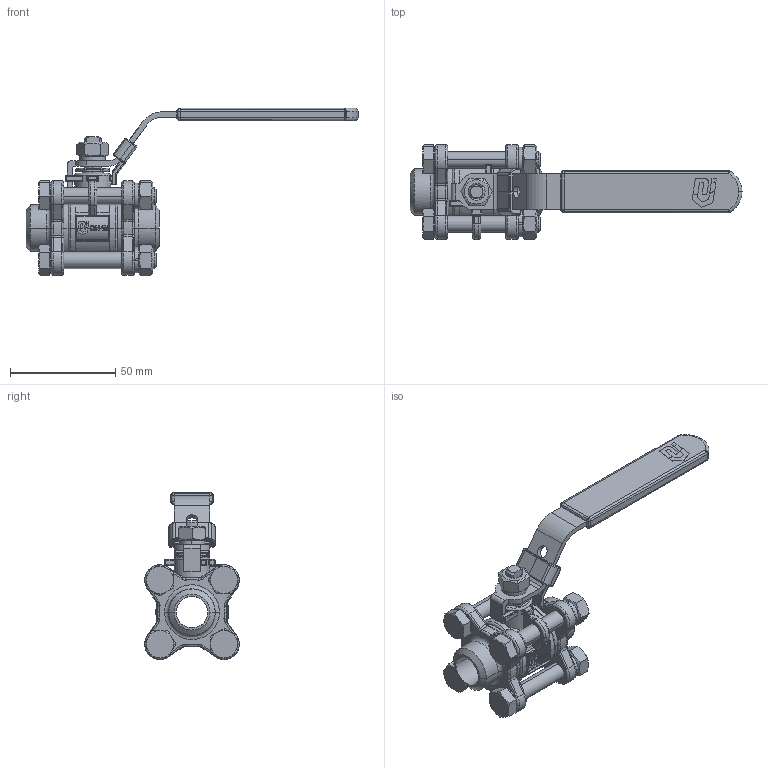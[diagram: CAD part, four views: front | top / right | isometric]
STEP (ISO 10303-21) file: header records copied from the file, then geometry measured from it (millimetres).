
FILE_DESCRIPTION(('HOOPS Exchange Step'),'2;1');
FILE_NAME('GK1701_DN15.stp','2026-01-07T11:07:33+01:00',('nieru'),('Unknown organisation'),'HOOPS Exchange 2024.2','HOOPS Exchange','Unknown authorisation');
FILE_SCHEMA( ('AP203_CONFIGURATION_CONTROLLED_3D_DESIGN_OF_MECHANICAL_PARTS_AND_ASSEMBLIES_MIM_LF') );
Length unit declared in the file: millimetre
Products named in the file (2): 0; root
Assembly tree (1 placements, depth 2):
  root
    0
Bounding box: 157.65 x 45.42 x 79.73 mm (x, y, z)
Volume: 71482.2 mm3; surface area: 45678.6 mm2
Topology: 22 solids, 22 shells, 1322 faces, 3296 edges, 2038 vertices
Faces by surface type: cylinder 426, plane 391, bspline 212, torus 155, cone 86, sphere 52
Entity records: 93844 total; most frequent: CARTESIAN_POINT 66141, ORIENTED_EDGE 6584, DIRECTION 4294, EDGE_CURVE 3292, VERTEX_POINT 2038, AXIS2_PLACEMENT_3D 1471, B_SPLINE_CURVE_WITH_KNOTS 1436, EDGE_LOOP 1386
